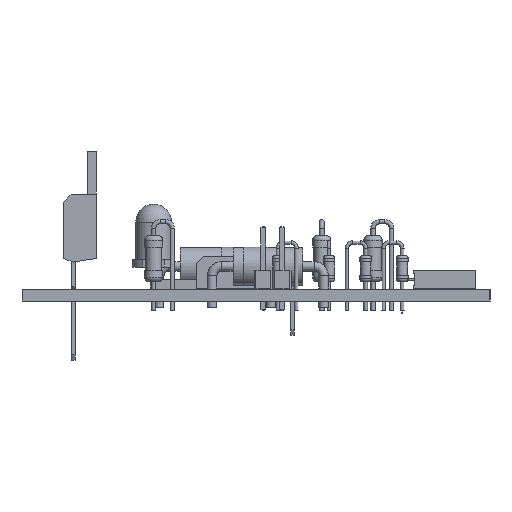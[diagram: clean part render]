
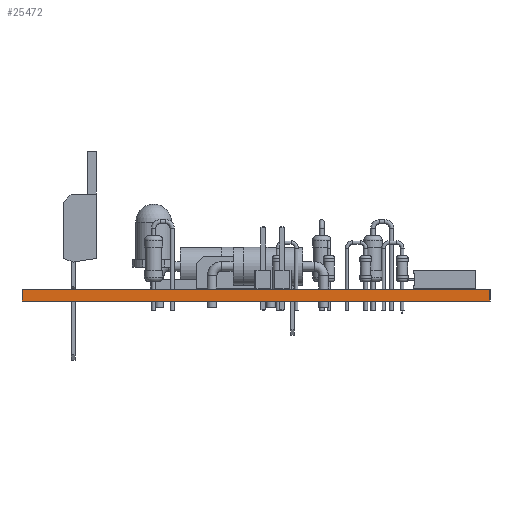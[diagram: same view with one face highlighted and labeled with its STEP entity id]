
A CAD part, left-side view. The second image highlights one B-rep face of the part: STEP entity #25472.
In plain terms, the highlighted planar face has unit normal (-1, 0, 0).
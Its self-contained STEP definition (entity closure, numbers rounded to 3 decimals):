
#25472 = ADVANCED_FACE('',(#25473),#25487,.T.);
#25473 = FACE_BOUND('',#25474,.T.);
#25474 = EDGE_LOOP('',(#25475,#25510,#25538,#25566));
#25475 = ORIENTED_EDGE('',*,*,#25476,.T.);
#25476 = EDGE_CURVE('',#25477,#25479,#25481,.T.);
#25477 = VERTEX_POINT('',#25478);
#25478 = CARTESIAN_POINT('',(72.,-137.,0.));
#25479 = VERTEX_POINT('',#25480);
#25480 = CARTESIAN_POINT('',(72.,-137.,1.6));
#25481 = SURFACE_CURVE('',#25482,(#25486,#25498),.PCURVE_S1.);
#25482 = LINE('',#25483,#25484);
#25483 = CARTESIAN_POINT('',(72.,-137.,0.));
#25484 = VECTOR('',#25485,1.);
#25485 = DIRECTION('',(0.,0.,1.));
#25486 = PCURVE('',#25487,#25492);
#25487 = PLANE('',#25488);
#25488 = AXIS2_PLACEMENT_3D('',#25489,#25490,#25491);
#25489 = CARTESIAN_POINT('',(72.,-137.,0.));
#25490 = DIRECTION('',(-1.,0.,0.));
#25491 = DIRECTION('',(0.,1.,0.));
#25492 = DEFINITIONAL_REPRESENTATION('',(#25493),#25497);
#25493 = LINE('',#25494,#25495);
#25494 = CARTESIAN_POINT('',(0.,0.));
#25495 = VECTOR('',#25496,1.);
#25496 = DIRECTION('',(0.,-1.));
#25497 = ( GEOMETRIC_REPRESENTATION_CONTEXT(2) 
PARAMETRIC_REPRESENTATION_CONTEXT() REPRESENTATION_CONTEXT('2D SPACE',''
  ) );
#25498 = PCURVE('',#25499,#25504);
#25499 = PLANE('',#25500);
#25500 = AXIS2_PLACEMENT_3D('',#25501,#25502,#25503);
#25501 = CARTESIAN_POINT('',(170.,-137.,0.));
#25502 = DIRECTION('',(0.,-1.,0.));
#25503 = DIRECTION('',(-1.,0.,0.));
#25504 = DEFINITIONAL_REPRESENTATION('',(#25505),#25509);
#25505 = LINE('',#25506,#25507);
#25506 = CARTESIAN_POINT('',(98.,0.));
#25507 = VECTOR('',#25508,1.);
#25508 = DIRECTION('',(0.,-1.));
#25509 = ( GEOMETRIC_REPRESENTATION_CONTEXT(2) 
PARAMETRIC_REPRESENTATION_CONTEXT() REPRESENTATION_CONTEXT('2D SPACE',''
  ) );
#25510 = ORIENTED_EDGE('',*,*,#25511,.T.);
#25511 = EDGE_CURVE('',#25479,#25512,#25514,.T.);
#25512 = VERTEX_POINT('',#25513);
#25513 = CARTESIAN_POINT('',(72.,-73.,1.6));
#25514 = SURFACE_CURVE('',#25515,(#25519,#25526),.PCURVE_S1.);
#25515 = LINE('',#25516,#25517);
#25516 = CARTESIAN_POINT('',(72.,-137.,1.6));
#25517 = VECTOR('',#25518,1.);
#25518 = DIRECTION('',(0.,1.,0.));
#25519 = PCURVE('',#25487,#25520);
#25520 = DEFINITIONAL_REPRESENTATION('',(#25521),#25525);
#25521 = LINE('',#25522,#25523);
#25522 = CARTESIAN_POINT('',(0.,-1.6));
#25523 = VECTOR('',#25524,1.);
#25524 = DIRECTION('',(1.,0.));
#25525 = ( GEOMETRIC_REPRESENTATION_CONTEXT(2) 
PARAMETRIC_REPRESENTATION_CONTEXT() REPRESENTATION_CONTEXT('2D SPACE',''
  ) );
#25526 = PCURVE('',#25527,#25532);
#25527 = PLANE('',#25528);
#25528 = AXIS2_PLACEMENT_3D('',#25529,#25530,#25531);
#25529 = CARTESIAN_POINT('',(121.,-105.,1.6));
#25530 = DIRECTION('',(0.,0.,-1.));
#25531 = DIRECTION('',(-1.,0.,0.));
#25532 = DEFINITIONAL_REPRESENTATION('',(#25533),#25537);
#25533 = LINE('',#25534,#25535);
#25534 = CARTESIAN_POINT('',(49.,-32.));
#25535 = VECTOR('',#25536,1.);
#25536 = DIRECTION('',(0.,1.));
#25537 = ( GEOMETRIC_REPRESENTATION_CONTEXT(2) 
PARAMETRIC_REPRESENTATION_CONTEXT() REPRESENTATION_CONTEXT('2D SPACE',''
  ) );
#25538 = ORIENTED_EDGE('',*,*,#25539,.F.);
#25539 = EDGE_CURVE('',#25540,#25512,#25542,.T.);
#25540 = VERTEX_POINT('',#25541);
#25541 = CARTESIAN_POINT('',(72.,-73.,0.));
#25542 = SURFACE_CURVE('',#25543,(#25547,#25554),.PCURVE_S1.);
#25543 = LINE('',#25544,#25545);
#25544 = CARTESIAN_POINT('',(72.,-73.,0.));
#25545 = VECTOR('',#25546,1.);
#25546 = DIRECTION('',(0.,0.,1.));
#25547 = PCURVE('',#25487,#25548);
#25548 = DEFINITIONAL_REPRESENTATION('',(#25549),#25553);
#25549 = LINE('',#25550,#25551);
#25550 = CARTESIAN_POINT('',(64.,0.));
#25551 = VECTOR('',#25552,1.);
#25552 = DIRECTION('',(0.,-1.));
#25553 = ( GEOMETRIC_REPRESENTATION_CONTEXT(2) 
PARAMETRIC_REPRESENTATION_CONTEXT() REPRESENTATION_CONTEXT('2D SPACE',''
  ) );
#25554 = PCURVE('',#25555,#25560);
#25555 = PLANE('',#25556);
#25556 = AXIS2_PLACEMENT_3D('',#25557,#25558,#25559);
#25557 = CARTESIAN_POINT('',(72.,-73.,0.));
#25558 = DIRECTION('',(0.,1.,0.));
#25559 = DIRECTION('',(1.,0.,0.));
#25560 = DEFINITIONAL_REPRESENTATION('',(#25561),#25565);
#25561 = LINE('',#25562,#25563);
#25562 = CARTESIAN_POINT('',(0.,0.));
#25563 = VECTOR('',#25564,1.);
#25564 = DIRECTION('',(0.,-1.));
#25565 = ( GEOMETRIC_REPRESENTATION_CONTEXT(2) 
PARAMETRIC_REPRESENTATION_CONTEXT() REPRESENTATION_CONTEXT('2D SPACE',''
  ) );
#25566 = ORIENTED_EDGE('',*,*,#25567,.F.);
#25567 = EDGE_CURVE('',#25477,#25540,#25568,.T.);
#25568 = SURFACE_CURVE('',#25569,(#25573,#25580),.PCURVE_S1.);
#25569 = LINE('',#25570,#25571);
#25570 = CARTESIAN_POINT('',(72.,-137.,0.));
#25571 = VECTOR('',#25572,1.);
#25572 = DIRECTION('',(0.,1.,0.));
#25573 = PCURVE('',#25487,#25574);
#25574 = DEFINITIONAL_REPRESENTATION('',(#25575),#25579);
#25575 = LINE('',#25576,#25577);
#25576 = CARTESIAN_POINT('',(0.,0.));
#25577 = VECTOR('',#25578,1.);
#25578 = DIRECTION('',(1.,0.));
#25579 = ( GEOMETRIC_REPRESENTATION_CONTEXT(2) 
PARAMETRIC_REPRESENTATION_CONTEXT() REPRESENTATION_CONTEXT('2D SPACE',''
  ) );
#25580 = PCURVE('',#25581,#25586);
#25581 = PLANE('',#25582);
#25582 = AXIS2_PLACEMENT_3D('',#25583,#25584,#25585);
#25583 = CARTESIAN_POINT('',(121.,-105.,0.));
#25584 = DIRECTION('',(0.,0.,-1.));
#25585 = DIRECTION('',(-1.,0.,0.));
#25586 = DEFINITIONAL_REPRESENTATION('',(#25587),#25591);
#25587 = LINE('',#25588,#25589);
#25588 = CARTESIAN_POINT('',(49.,-32.));
#25589 = VECTOR('',#25590,1.);
#25590 = DIRECTION('',(0.,1.));
#25591 = ( GEOMETRIC_REPRESENTATION_CONTEXT(2) 
PARAMETRIC_REPRESENTATION_CONTEXT() REPRESENTATION_CONTEXT('2D SPACE',''
  ) );
